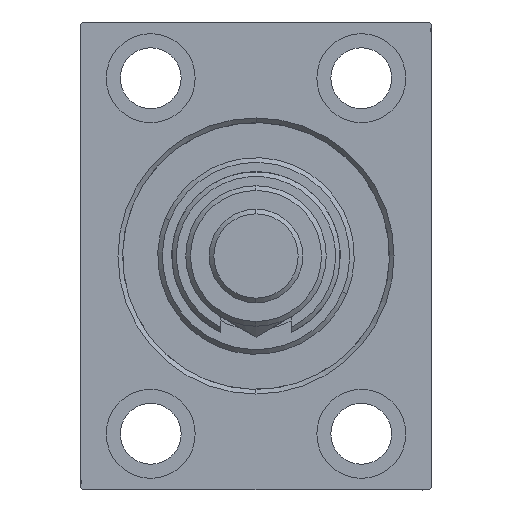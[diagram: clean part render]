
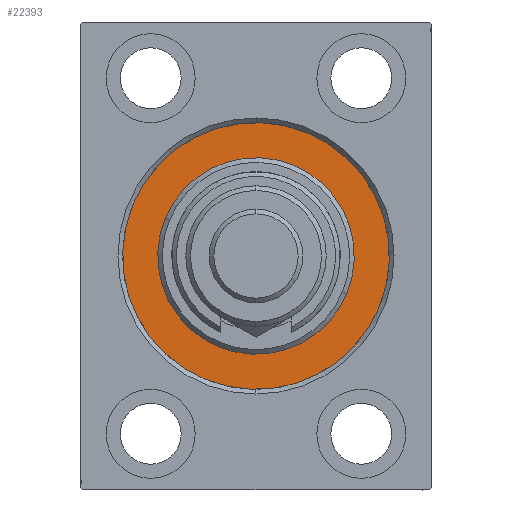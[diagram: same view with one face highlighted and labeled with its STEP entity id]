
A CAD part, left-side view. The second image highlights one B-rep face of the part: STEP entity #22393.
In plain terms, the highlighted face is planar.
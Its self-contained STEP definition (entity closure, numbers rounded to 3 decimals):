
#253 = ORIENTED_EDGE ( 'NONE', *, *, #18915, .F. ) ;
#791 = VERTEX_POINT ( 'NONE', #8403 ) ;
#1288 = AXIS2_PLACEMENT_3D ( 'NONE', #16846, #27277, #27038 ) ;
#2529 = AXIS2_PLACEMENT_3D ( 'NONE', #2753, #35490, #21267 ) ;
#2753 = CARTESIAN_POINT ( 'NONE',  ( 0., 0., 0. ) ) ;
#3563 = CARTESIAN_POINT ( 'NONE',  ( 0., 0., 0. ) ) ;
#4672 = EDGE_CURVE ( 'NONE', #12632, #791, #43457, .T. ) ;
#5636 = AXIS2_PLACEMENT_3D ( 'NONE', #13649, #10074, #17673 ) ;
#6938 = EDGE_LOOP ( 'NONE', ( #253, #15258 ) ) ;
#7798 = DIRECTION ( 'NONE',  ( 0., 0., 1. ) ) ;
#8403 = CARTESIAN_POINT ( 'NONE',  ( 0., 0., -28.5 ) ) ;
#10074 = DIRECTION ( 'NONE',  ( 1., 0., 0. ) ) ;
#11941 = AXIS2_PLACEMENT_3D ( 'NONE', #3563, #39627, #7798 ) ;
#12566 = FACE_BOUND ( 'NONE', #20406, .T. ) ;
#12632 = VERTEX_POINT ( 'NONE', #45853 ) ;
#13444 = CIRCLE ( 'NONE', #36159, 21. ) ;
#13649 = CARTESIAN_POINT ( 'NONE',  ( 0., 0., 0. ) ) ;
#15258 = ORIENTED_EDGE ( 'NONE', *, *, #4672, .F. ) ;
#16846 = CARTESIAN_POINT ( 'NONE',  ( 0., 0., 0. ) ) ;
#17070 = DIRECTION ( 'NONE',  ( 0., 0., -1. ) ) ;
#17531 = DIRECTION ( 'NONE',  ( 1., 0., 0. ) ) ;
#17673 = DIRECTION ( 'NONE',  ( 0., 0., -1. ) ) ;
#18375 = EDGE_CURVE ( 'NONE', #34368, #28870, #13444, .T. ) ;
#18915 = EDGE_CURVE ( 'NONE', #791, #12632, #20291, .T. ) ;
#20291 = CIRCLE ( 'NONE', #11941, 28.5 ) ;
#20406 = EDGE_LOOP ( 'NONE', ( #26819, #31728 ) ) ;
#21267 = DIRECTION ( 'NONE',  ( 0., 0., 1. ) ) ;
#21573 = CIRCLE ( 'NONE', #5636, 21. ) ;
#22393 = ADVANCED_FACE ( 'NONE', ( #12566, #45771 ), #37948, .F. ) ;
#26819 = ORIENTED_EDGE ( 'NONE', *, *, #35128, .F. ) ;
#27038 = DIRECTION ( 'NONE',  ( 0., 0., 1. ) ) ;
#27277 = DIRECTION ( 'NONE',  ( -1., 0., 0. ) ) ;
#28870 = VERTEX_POINT ( 'NONE', #40649 ) ;
#31728 = ORIENTED_EDGE ( 'NONE', *, *, #18375, .F. ) ;
#34368 = VERTEX_POINT ( 'NONE', #43896 ) ;
#35128 = EDGE_CURVE ( 'NONE', #28870, #34368, #21573, .T. ) ;
#35490 = DIRECTION ( 'NONE',  ( -1., 0., 0. ) ) ;
#35549 = CARTESIAN_POINT ( 'NONE',  ( 0., 0., 0. ) ) ;
#36159 = AXIS2_PLACEMENT_3D ( 'NONE', #35549, #17531, #17070 ) ;
#37948 = PLANE ( 'NONE',  #1288 ) ;
#39627 = DIRECTION ( 'NONE',  ( -1., 0., 0. ) ) ;
#40649 = CARTESIAN_POINT ( 'NONE',  ( 0., 0., 21. ) ) ;
#43457 = CIRCLE ( 'NONE', #2529, 28.5 ) ;
#43896 = CARTESIAN_POINT ( 'NONE',  ( 0., 0., -21. ) ) ;
#45771 = FACE_OUTER_BOUND ( 'NONE', #6938, .T. ) ;
#45853 = CARTESIAN_POINT ( 'NONE',  ( 0., 0., 28.5 ) ) ;
